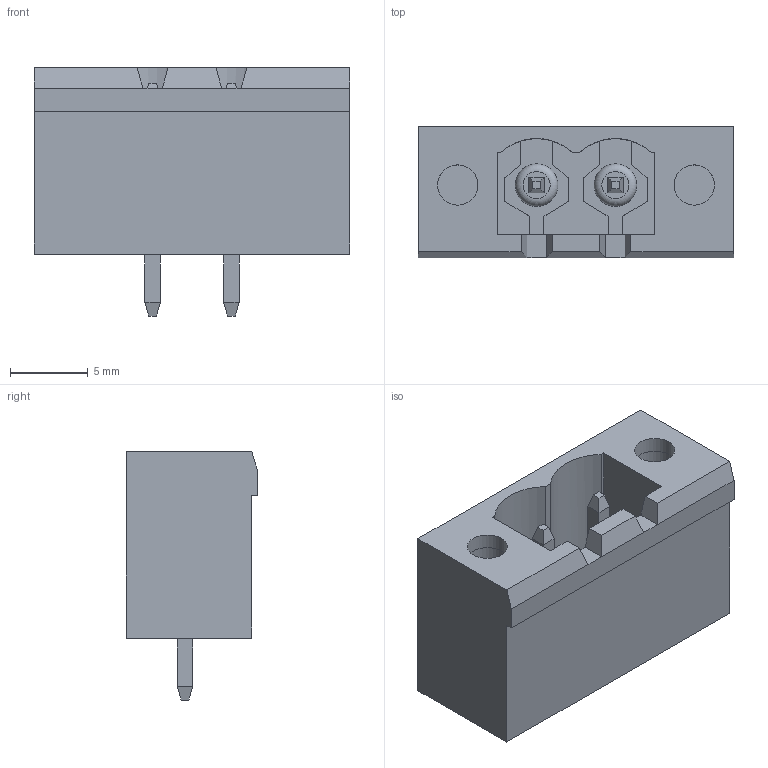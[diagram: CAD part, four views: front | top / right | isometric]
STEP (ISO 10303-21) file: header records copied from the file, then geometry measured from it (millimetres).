
FILE_DESCRIPTION( ( 'Unknown' ), '1' );
FILE_NAME( '691318500002.stp', 'Unknown', ( 'Unknown' ), ( 'Unknown' ), 'PSStep 15.0.49', 'Unknown', ' ' );
FILE_SCHEMA( ( 'AUTOMOTIVE_DESIGN { 1 0 10303 214 1 1 1 1 }' ) );
Length unit declared in the file: millimetre
Products named in the file (4): Assem1; 691311500102; 6913185000xx_PIN; 6913185000xx_INSERT
Assembly tree (5 placements, depth 2):
  Assem1
    691311500102
    6913185000xx_PIN  x2
    6913185000xx_INSERT  x2
Bounding box: 20.32 x 8.5 x 16 mm (x, y, z)
Volume: 1005.2 mm3; surface area: 2754.8 mm2
Topology: 5 solids, 5 shells, 173 faces, 446 edges, 291 vertices
Faces by surface type: plane 159, cylinder 8, torus 6
Full cylindrical faces by diameter (mm): 2.6 x4, 2.75 x2
Entity records: 5895 total; most frequent: CARTESIAN_POINT 1034, ORIENTED_EDGE 754, DIRECTION 693, EDGE_CURVE 377, LINE 343, VECTOR 343, VERTEX_POINT 252, AXIS2_PLACEMENT_3D 175
